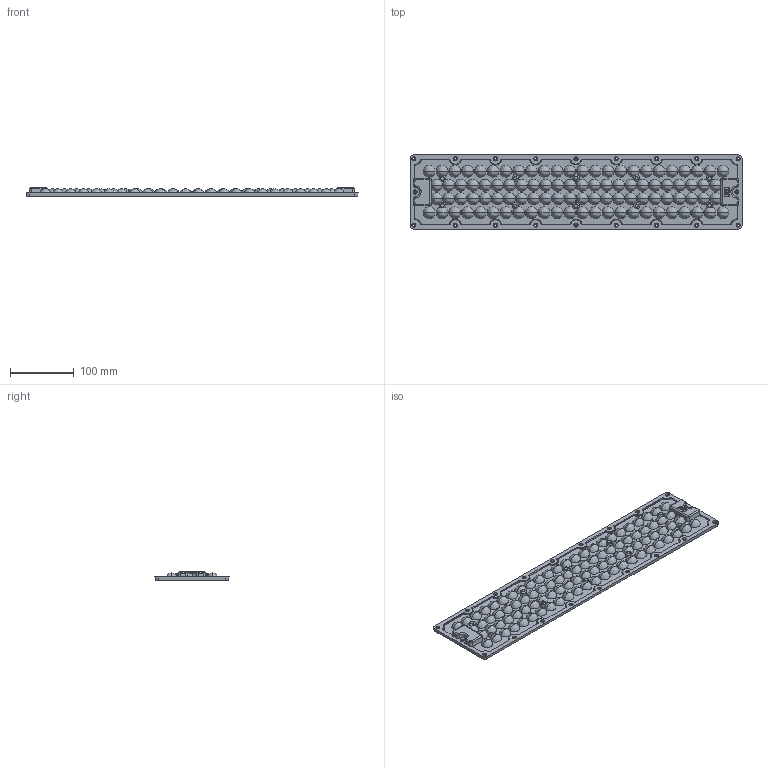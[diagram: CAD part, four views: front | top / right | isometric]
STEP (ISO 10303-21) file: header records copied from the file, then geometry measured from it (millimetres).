
FILE_DESCRIPTION (( 'STEP AP203' ), '1' );
FILE_NAME ('L288-3_QCD520116-96H1-T60-20210816-KH.STP', '2021-08-16T07:30:49', ( 'Windows 蚚誧' ), ( '' ), 'SwSTEP 2.0', 'SolidWorks 2019', '' );
FILE_SCHEMA (( 'CONFIG_CONTROL_DESIGN' ));
Products named in the file (1): L288-3_QCD520116-96H1-T60-20210816-KH
Bounding box: 520 x 116 x 13.7 mm (x, y, z)
Volume: 273428.4 mm3; surface area: 163555.3 mm2
Topology: 1 solids, 1 shells, 1990 faces, 4777 edges, 2826 vertices
Faces by surface type: bspline 726, cylinder 394, plane 299, cone 296, torus 275
Entity records: 98056 total; most frequent: CARTESIAN_POINT 57270, ORIENTED_EDGE 9170, DIRECTION 7600, EDGE_CURVE 4585, AXIS2_PLACEMENT_3D 3202, VERTEX_POINT 2826, EDGE_LOOP 2259, ADVANCED_FACE 1990
